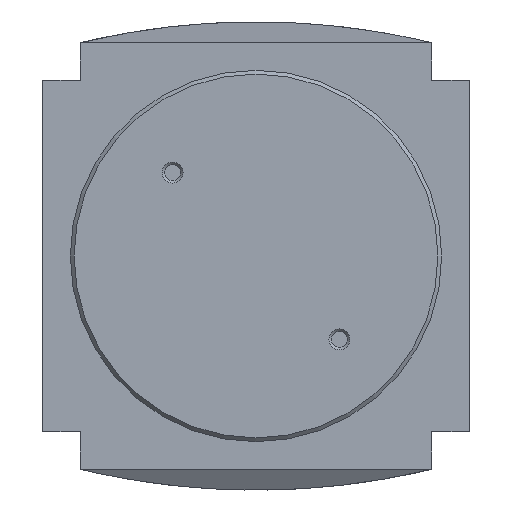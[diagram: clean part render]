
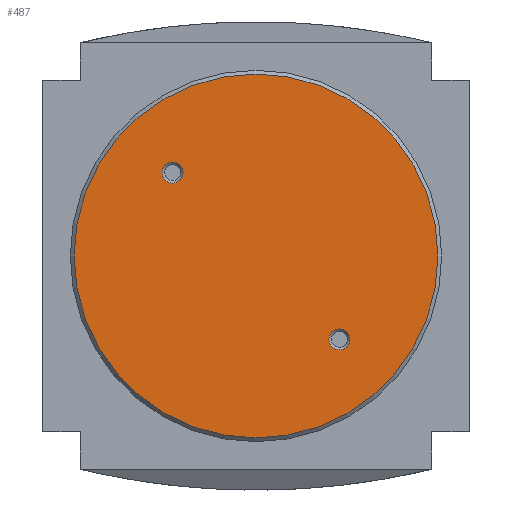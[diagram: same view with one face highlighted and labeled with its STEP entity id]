
A CAD part, front view. The second image highlights one B-rep face of the part: STEP entity #487.
In plain terms, the highlighted planar face has unit normal (0, -1, 0).
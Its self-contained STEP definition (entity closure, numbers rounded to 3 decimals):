
#487 = ADVANCED_FACE( '', ( #1053, #1054, #1055 ), #1056, .F. );
#1053 = FACE_BOUND( '', #1696, .T. );
#1054 = FACE_BOUND( '', #1697, .T. );
#1055 = FACE_OUTER_BOUND( '', #1698, .T. );
#1056 = PLANE( '', #1699 );
#1696 = EDGE_LOOP( '', ( #3115 ) );
#1697 = EDGE_LOOP( '', ( #3116 ) );
#1698 = EDGE_LOOP( '', ( #3117 ) );
#1699 = AXIS2_PLACEMENT_3D( '', #3118, #3119, #3120 );
#3115 = ORIENTED_EDGE( '', *, *, #4283, .F. );
#3116 = ORIENTED_EDGE( '', *, *, #4253, .F. );
#3117 = ORIENTED_EDGE( '', *, *, #3893, .T. );
#3118 = CARTESIAN_POINT( '', ( 36.25, -54., 0. ) );
#3119 = DIRECTION( '', ( 0., 1., 0. ) );
#3120 = DIRECTION( '', ( 0., 0., 1. ) );
#3893 = EDGE_CURVE( '', #4728, #4728, #4729, .T. );
#4253 = EDGE_CURVE( '', #5265, #5265, #5266, .T. );
#4283 = EDGE_CURVE( '', #5301, #5301, #5302, .T. );
#4728 = VERTEX_POINT( '', #5886 );
#4729 = CIRCLE( '', #5887, 36.25 );
#5265 = VERTEX_POINT( '', #6639 );
#5266 = CIRCLE( '', #6640, 2.1 );
#5301 = VERTEX_POINT( '', #6689 );
#5302 = CIRCLE( '', #6690, 2.1 );
#5886 = CARTESIAN_POINT( '', ( 0., -54., -36.25 ) );
#5887 = AXIS2_PLACEMENT_3D( '', #7041, #7042, #7043 );
#6639 = CARTESIAN_POINT( '', ( -16.617, -54., 14.517 ) );
#6640 = AXIS2_PLACEMENT_3D( '', #7440, #7441, #7442 );
#6689 = CARTESIAN_POINT( '', ( 16.617, -54., -18.717 ) );
#6690 = AXIS2_PLACEMENT_3D( '', #7466, #7467, #7468 );
#7041 = CARTESIAN_POINT( '', ( 0., -54., 0. ) );
#7042 = DIRECTION( '', ( 0., -1., 0. ) );
#7043 = DIRECTION( '', ( 0., 0., -1. ) );
#7440 = CARTESIAN_POINT( '', ( -16.617, -54., 16.617 ) );
#7441 = DIRECTION( '', ( 0., -1., 0. ) );
#7442 = DIRECTION( '', ( 0., 0., -1. ) );
#7466 = CARTESIAN_POINT( '', ( 16.617, -54., -16.617 ) );
#7467 = DIRECTION( '', ( 0., -1., 0. ) );
#7468 = DIRECTION( '', ( 0., 0., -1. ) );
